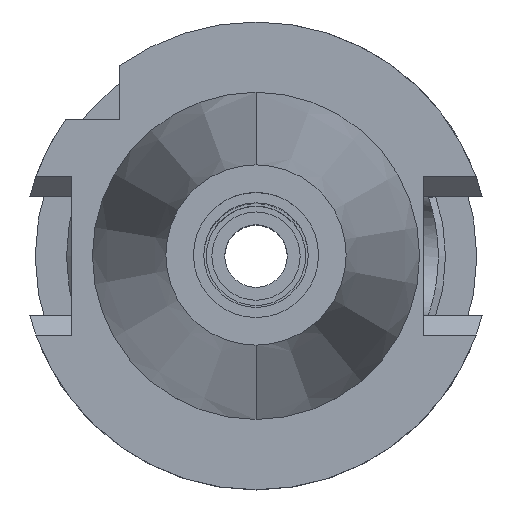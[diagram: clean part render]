
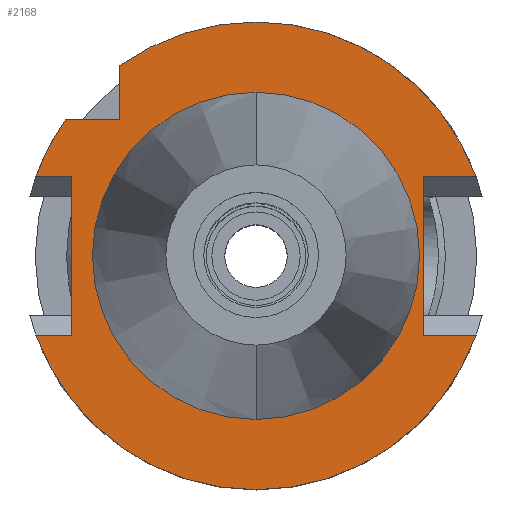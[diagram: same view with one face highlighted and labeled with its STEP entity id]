
A CAD part, top view. The second image highlights one B-rep face of the part: STEP entity #2168.
In plain terms, the highlighted planar face has unit normal (0, 0, 1).
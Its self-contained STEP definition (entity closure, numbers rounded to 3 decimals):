
#94=CARTESIAN_POINT('',(0.,0.,-1.));
#95=DIRECTION('',(0.,0.,-1.));
#96=DIRECTION('',(-0.582,0.813,0.));
#97=AXIS2_PLACEMENT_3D('',#94,#95,#96);
#102=CARTESIAN_POINT('',(0.,0.,-1.));
#103=DIRECTION('',(0.,0.,-1.));
#104=DIRECTION('',(0.,1.,0.));
#105=AXIS2_PLACEMENT_3D('',#102,#103,#104);
#110=DIRECTION('',(0.,-1.,0.));
#111=VECTOR('',#110,21.5);
#112=CARTESIAN_POINT('',(22.7,10.75,-1.));
#113=LINE('',#112,#111);
#117=DIRECTION('',(1.,0.,0.));
#118=VECTOR('',#117,7.201);
#119=CARTESIAN_POINT('',(22.7,-10.75,-1.));
#120=LINE('',#119,#118);
#124=CARTESIAN_POINT('',(0.,0.,-1.));
#125=DIRECTION('',(0.,0.,-1.));
#126=DIRECTION('',(0.941,-0.338,0.));
#127=AXIS2_PLACEMENT_3D('',#124,#125,#126);
#132=CARTESIAN_POINT('',(0.,0.,-1.));
#133=DIRECTION('',(0.,0.,-1.));
#134=DIRECTION('',(0.,-1.,0.));
#135=AXIS2_PLACEMENT_3D('',#132,#133,#134);
#140=DIRECTION('',(-1.,0.,0.));
#141=VECTOR('',#140,4.901);
#142=CARTESIAN_POINT('',(-25.,10.75,-1.));
#143=LINE('',#142,#141);
#147=CARTESIAN_POINT('',(0.,0.,-1.));
#148=DIRECTION('',(0.,0.,-1.));
#149=DIRECTION('',(-0.941,0.338,0.));
#150=AXIS2_PLACEMENT_3D('',#147,#148,#149);
#155=CARTESIAN_POINT('',(0.,0.,-1.));
#156=DIRECTION('',(0.,0.,1.));
#157=DIRECTION('',(0.,-1.,0.));
#158=AXIS2_PLACEMENT_3D('',#155,#156,#157);
#163=CARTESIAN_POINT('',(0.,0.,-1.));
#164=DIRECTION('',(0.,0.,1.));
#165=DIRECTION('',(0.,1.,0.));
#166=AXIS2_PLACEMENT_3D('',#163,#164,#165);
#188=DIRECTION('',(0.,-1.,0.));
#189=VECTOR('',#188,7.334);
#190=CARTESIAN_POINT('',(-18.5,25.834,-1.));
#191=LINE('',#190,#189);
#270=DIRECTION('',(-1.,0.,0.));
#271=VECTOR('',#270,7.334);
#272=CARTESIAN_POINT('',(-18.5,18.5,-1.));
#273=LINE('',#272,#271);
#323=DIRECTION('',(0.,-1.,0.));
#324=VECTOR('',#323,21.5);
#325=CARTESIAN_POINT('',(-25.,10.75,-1.));
#326=LINE('',#325,#324);
#477=DIRECTION('',(-1.,0.,0.));
#478=VECTOR('',#477,4.901);
#479=CARTESIAN_POINT('',(-25.,-10.75,-1.));
#480=LINE('',#479,#478);
#550=DIRECTION('',(1.,0.,0.));
#551=VECTOR('',#550,7.201);
#552=CARTESIAN_POINT('',(22.7,10.75,-1.));
#553=LINE('',#552,#551);
#1771=CARTESIAN_POINT('',(0.,22.225,-1.));
#1772=VERTEX_POINT('',#1771);
#1773=CARTESIAN_POINT('',(0.,-22.225,-1.));
#1774=VERTEX_POINT('',#1773);
#1775=CARTESIAN_POINT('',(-18.5,25.834,-1.));
#1776=CARTESIAN_POINT('',(-18.5,18.5,-1.));
#1777=VERTEX_POINT('',#1775);
#1778=VERTEX_POINT('',#1776);
#1779=CARTESIAN_POINT('',(0.,31.775,-1.));
#1780=CARTESIAN_POINT('',(29.901,10.75,-1.));
#1781=VERTEX_POINT('',#1779);
#1782=VERTEX_POINT('',#1780);
#1783=CARTESIAN_POINT('',(22.7,10.75,-1.));
#1784=VERTEX_POINT('',#1783);
#1785=CARTESIAN_POINT('',(22.7,-10.75,-1.));
#1786=VERTEX_POINT('',#1785);
#1787=CARTESIAN_POINT('',(29.901,-10.75,-1.));
#1788=VERTEX_POINT('',#1787);
#1789=CARTESIAN_POINT('',(0.,-31.775,-1.));
#1790=CARTESIAN_POINT('',(-29.901,-10.75,-1.));
#1791=VERTEX_POINT('',#1789);
#1792=VERTEX_POINT('',#1790);
#1793=CARTESIAN_POINT('',(-25.,-10.75,-1.));
#1794=VERTEX_POINT('',#1793);
#1795=CARTESIAN_POINT('',(-25.,10.75,-1.));
#1796=VERTEX_POINT('',#1795);
#1797=CARTESIAN_POINT('',(-29.901,10.75,-1.));
#1798=VERTEX_POINT('',#1797);
#1799=CARTESIAN_POINT('',(-25.834,18.5,-1.));
#1800=VERTEX_POINT('',#1799);
#2131=CARTESIAN_POINT('',(0.,0.,-1.));
#2132=DIRECTION('',(0.,0.,1.));
#2133=DIRECTION('',(0.,1.,0.));
#2134=AXIS2_PLACEMENT_3D('',#2131,#2132,#2133);
#2135=PLANE('',#2134);
#2137=ORIENTED_EDGE('',*,*,#2136,.F.);
#2139=ORIENTED_EDGE('',*,*,#2138,.T.);
#2141=ORIENTED_EDGE('',*,*,#2140,.T.);
#2143=ORIENTED_EDGE('',*,*,#2142,.F.);
#2145=ORIENTED_EDGE('',*,*,#2144,.T.);
#2147=ORIENTED_EDGE('',*,*,#2146,.T.);
#2149=ORIENTED_EDGE('',*,*,#2148,.T.);
#2151=ORIENTED_EDGE('',*,*,#2150,.T.);
#2153=ORIENTED_EDGE('',*,*,#2152,.F.);
#2155=ORIENTED_EDGE('',*,*,#2154,.F.);
#2157=ORIENTED_EDGE('',*,*,#2156,.T.);
#2159=ORIENTED_EDGE('',*,*,#2158,.T.);
#2161=ORIENTED_EDGE('',*,*,#2160,.F.);
#2162=EDGE_LOOP('',(#2137,#2139,#2141,#2143,#2145,#2147,#2149,#2151,#2153,#2155,
#2157,#2159,#2161));
#2163=FACE_OUTER_BOUND('',#2162,.F.);
#2164=ORIENTED_EDGE('',*,*,#2110,.T.);
#2165=ORIENTED_EDGE('',*,*,#2126,.T.);
#2166=EDGE_LOOP('',(#2164,#2165));
#2167=FACE_BOUND('',#2166,.F.);
#98=CIRCLE('',#97,31.775);
#106=CIRCLE('',#105,31.775);
#128=CIRCLE('',#127,31.775);
#136=CIRCLE('',#135,31.775);
#151=CIRCLE('',#150,31.775);
#159=CIRCLE('',#158,22.225);
#167=CIRCLE('',#166,22.225);
#2110=EDGE_CURVE('',#1774,#1772,#159,.T.);
#2126=EDGE_CURVE('',#1772,#1774,#167,.T.);
#2136=EDGE_CURVE('',#1777,#1778,#191,.T.);
#2138=EDGE_CURVE('',#1777,#1781,#98,.T.);
#2140=EDGE_CURVE('',#1781,#1782,#106,.T.);
#2142=EDGE_CURVE('',#1784,#1782,#553,.T.);
#2144=EDGE_CURVE('',#1784,#1786,#113,.T.);
#2146=EDGE_CURVE('',#1786,#1788,#120,.T.);
#2148=EDGE_CURVE('',#1788,#1791,#128,.T.);
#2150=EDGE_CURVE('',#1791,#1792,#136,.T.);
#2152=EDGE_CURVE('',#1794,#1792,#480,.T.);
#2154=EDGE_CURVE('',#1796,#1794,#326,.T.);
#2156=EDGE_CURVE('',#1796,#1798,#143,.T.);
#2158=EDGE_CURVE('',#1798,#1800,#151,.T.);
#2160=EDGE_CURVE('',#1778,#1800,#273,.T.);
#2168=ADVANCED_FACE('',(#2163,#2167),#2135,.T.);
